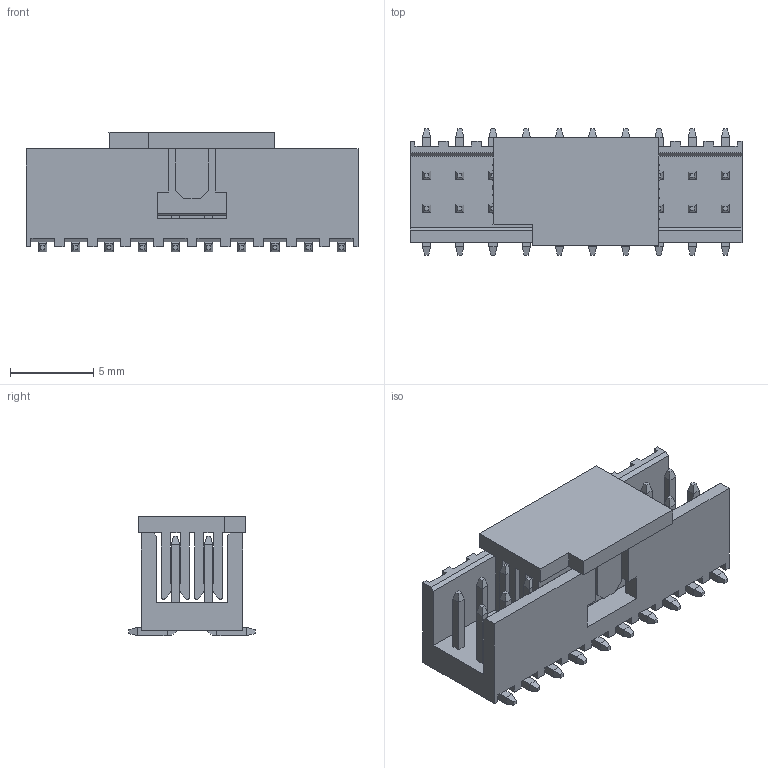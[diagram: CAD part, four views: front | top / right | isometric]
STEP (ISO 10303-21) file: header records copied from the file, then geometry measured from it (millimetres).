
FILE_DESCRIPTION( ('This file contains a STEP AP42 implementation' ,'as created by ZW3D STEP Interface translator.') ,'2;1' );
FILE_NAME( '3122A-XXMXXBK00X1.stp' ,'2312 7.101716', (''), ('ZWCAD Software Co.'), 'Version 1.0', 'ZW3D to STEP translator', '' );
FILE_SCHEMA(('AUTOMOTIVE_DESIGN { 1 0 10303 214 1 1 1 1 }'));
Length unit declared in the file: millimetre
Products named in the file (2): 0; 3122A-20MG0BK00R1
Bounding box: 20 x 7.6 x 7.2 mm (x, y, z)
Volume: 473.9 mm3; surface area: 1487 mm2
Topology: 2 solids, 2 shells, 752 faces, 1721 edges, 1014 vertices
Faces by surface type: plane 696, cylinder 56
Entity records: 21077 total; most frequent: CARTESIAN_POINT 3488, ORIENTED_EDGE 3442, DIRECTION 3339, EDGE_CURVE 1721, VECTOR 1609, LINE 1609, VERTEX_POINT 1014, AXIS2_PLACEMENT_3D 865
